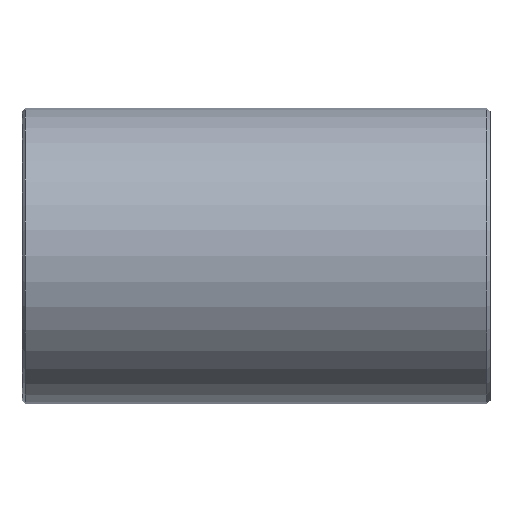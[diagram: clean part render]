
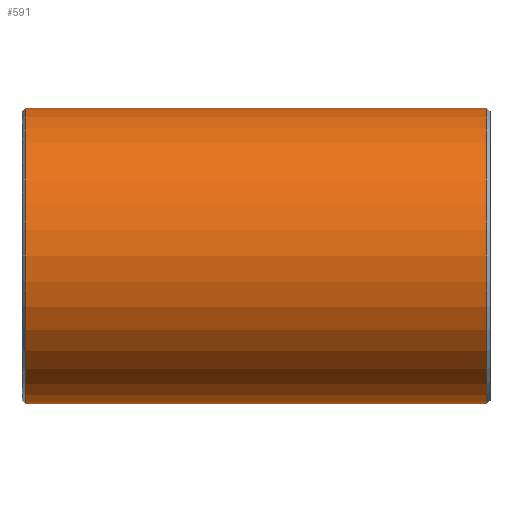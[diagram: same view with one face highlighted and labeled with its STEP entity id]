
A CAD part, front view. The second image highlights one B-rep face of the part: STEP entity #591.
In plain terms, the highlighted cylindrical face has radius 136.525 mm (diameter 273.05 mm), a partial arc.
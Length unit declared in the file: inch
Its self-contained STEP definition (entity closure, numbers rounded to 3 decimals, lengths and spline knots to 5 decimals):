
#1 = DIRECTION ( 'NONE',  ( -1., 0., 0. ) ) ;
#5 = LINE ( 'NONE', #51, #393 ) ;
#9 = CARTESIAN_POINT ( 'NONE',  ( -8.37833, 0., 5.375 ) ) ;
#13 = CYLINDRICAL_SURFACE ( 'NONE', #72, 5.375 ) ;
#31 = DIRECTION ( 'NONE',  ( -1., 0., 0. ) ) ;
#38 = EDGE_LOOP ( 'NONE', ( #448, #280, #284, #309, #348, #400 ) ) ;
#51 = CARTESIAN_POINT ( 'NONE',  ( 8.5, 0., -5.375 ) ) ;
#57 = DIRECTION ( 'NONE',  ( -1., 0., 0. ) ) ;
#60 = CARTESIAN_POINT ( 'NONE',  ( 8.37833, 0., -5.375 ) ) ;
#65 = EDGE_CURVE ( 'NONE', #585, #535, #462, .T. ) ;
#72 = AXIS2_PLACEMENT_3D ( 'NONE', #150, #426, #290 ) ;
#136 = VERTEX_POINT ( 'NONE', #295 ) ;
#150 = CARTESIAN_POINT ( 'NONE',  ( 8.5, 0., 0. ) ) ;
#181 = CIRCLE ( 'NONE', #230, 5.375 ) ;
#225 = CARTESIAN_POINT ( 'NONE',  ( 8.5, 0., 5.375 ) ) ;
#230 = AXIS2_PLACEMENT_3D ( 'NONE', #538, #259, #307 ) ;
#240 = CARTESIAN_POINT ( 'NONE',  ( 0., 0., -5.375 ) ) ;
#242 = FACE_OUTER_BOUND ( 'NONE', #38, .T. ) ;
#253 = EDGE_CURVE ( 'NONE', #577, #535, #181, .T. ) ;
#259 = DIRECTION ( 'NONE',  ( 1., 0., 0. ) ) ;
#280 = ORIENTED_EDGE ( 'NONE', *, *, #451, .T. ) ;
#284 = ORIENTED_EDGE ( 'NONE', *, *, #515, .T. ) ;
#290 = DIRECTION ( 'NONE',  ( 0., 0., 1. ) ) ;
#295 = CARTESIAN_POINT ( 'NONE',  ( 8.37833, 0., 5.375 ) ) ;
#307 = DIRECTION ( 'NONE',  ( 0., 0., 1. ) ) ;
#308 = VECTOR ( 'NONE', #31, 39.37008 ) ;
#309 = ORIENTED_EDGE ( 'NONE', *, *, #339, .T. ) ;
#315 = CARTESIAN_POINT ( 'NONE',  ( 8.5, 0., -5.375 ) ) ;
#326 = DIRECTION ( 'NONE',  ( -1., 0., 0. ) ) ;
#339 = EDGE_CURVE ( 'NONE', #392, #577, #441, .T. ) ;
#348 = ORIENTED_EDGE ( 'NONE', *, *, #253, .T. ) ;
#373 = LINE ( 'NONE', #555, #583 ) ;
#392 = VERTEX_POINT ( 'NONE', #549 ) ;
#393 = VECTOR ( 'NONE', #1, 39.37008 ) ;
#400 = ORIENTED_EDGE ( 'NONE', *, *, #65, .F. ) ;
#406 = AXIS2_PLACEMENT_3D ( 'NONE', #592, #57, #418 ) ;
#418 = DIRECTION ( 'NONE',  ( 0., 0., -1. ) ) ;
#419 = EDGE_CURVE ( 'NONE', #559, #585, #5, .T. ) ;
#426 = DIRECTION ( 'NONE',  ( -1., 0., 0. ) ) ;
#441 = LINE ( 'NONE', #225, #308 ) ;
#448 = ORIENTED_EDGE ( 'NONE', *, *, #419, .F. ) ;
#451 = EDGE_CURVE ( 'NONE', #559, #136, #455, .T. ) ;
#455 = CIRCLE ( 'NONE', #406, 5.375 ) ;
#462 = LINE ( 'NONE', #315, #560 ) ;
#505 = DIRECTION ( 'NONE',  ( -1., 0., 0. ) ) ;
#515 = EDGE_CURVE ( 'NONE', #136, #392, #373, .T. ) ;
#518 = CARTESIAN_POINT ( 'NONE',  ( -8.37833, 0., -5.375 ) ) ;
#535 = VERTEX_POINT ( 'NONE', #518 ) ;
#538 = CARTESIAN_POINT ( 'NONE',  ( -8.37833, 0., 0. ) ) ;
#549 = CARTESIAN_POINT ( 'NONE',  ( 0., 0., 5.375 ) ) ;
#555 = CARTESIAN_POINT ( 'NONE',  ( 8.5, 0., 5.375 ) ) ;
#559 = VERTEX_POINT ( 'NONE', #60 ) ;
#560 = VECTOR ( 'NONE', #505, 39.37008 ) ;
#577 = VERTEX_POINT ( 'NONE', #9 ) ;
#583 = VECTOR ( 'NONE', #326, 39.37008 ) ;
#585 = VERTEX_POINT ( 'NONE', #240 ) ;
#591 = ADVANCED_FACE ( 'NONE', ( #242 ), #13, .T. ) ;
#592 = CARTESIAN_POINT ( 'NONE',  ( 8.37833, 0., 0. ) ) ;
